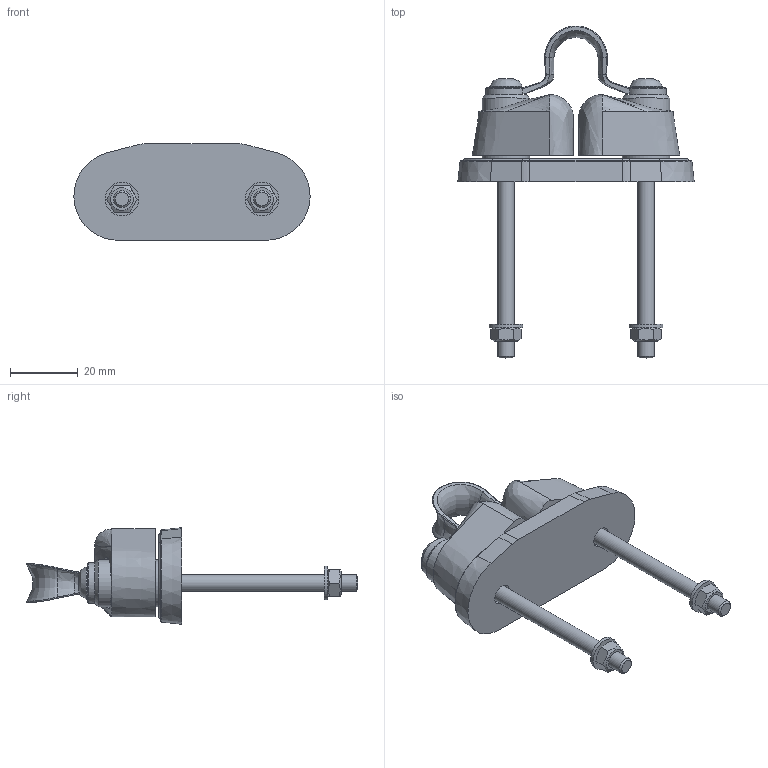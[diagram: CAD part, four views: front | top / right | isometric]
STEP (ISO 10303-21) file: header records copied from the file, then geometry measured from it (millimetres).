
FILE_DESCRIPTION(/* description */ (''),/* implementation_level */ '2;1');
FILE_NAME(/* name */ '502.022.stp',/* time_stamp */ '2021-04-21T13:06:55+02:00',/* author */ ('lucade'),/* organization */ (''),/* preprocessor_version */ 'ST-DEVELOPER v18.1',/* originating_system */ 'Autodesk Inventor 2021',/* authorisation */ '');
FILE_SCHEMA (('AUTOMOTIVE_DESIGN { 1 0 10303 214 3 1 1 }'));
Length unit declared in the file: millimetre
Products named in the file (1): 21042111
Bounding box: 69.97 x 98.33 x 28.6 mm (x, y, z)
Volume: 33198.9 mm3; surface area: 17004.4 mm2
Topology: 3 solids, 3 shells, 209 faces, 500 edges, 298 vertices
Faces by surface type: bspline 72, plane 67, cylinder 26, torus 26, cone 18
Full cylindrical faces by diameter (mm): 5 x4, 5.3 x2, 5.5 x2, 6.1 x2, 10 x2, 14 x2, 15 x2
Entity records: 9876 total; most frequent: CARTESIAN_POINT 5525, ORIENTED_EDGE 972, DIRECTION 780, EDGE_CURVE 486, AXIS2_PLACEMENT_3D 334, VERTEX_POINT 298, EDGE_LOOP 230, FACE_OUTER_BOUND 209
